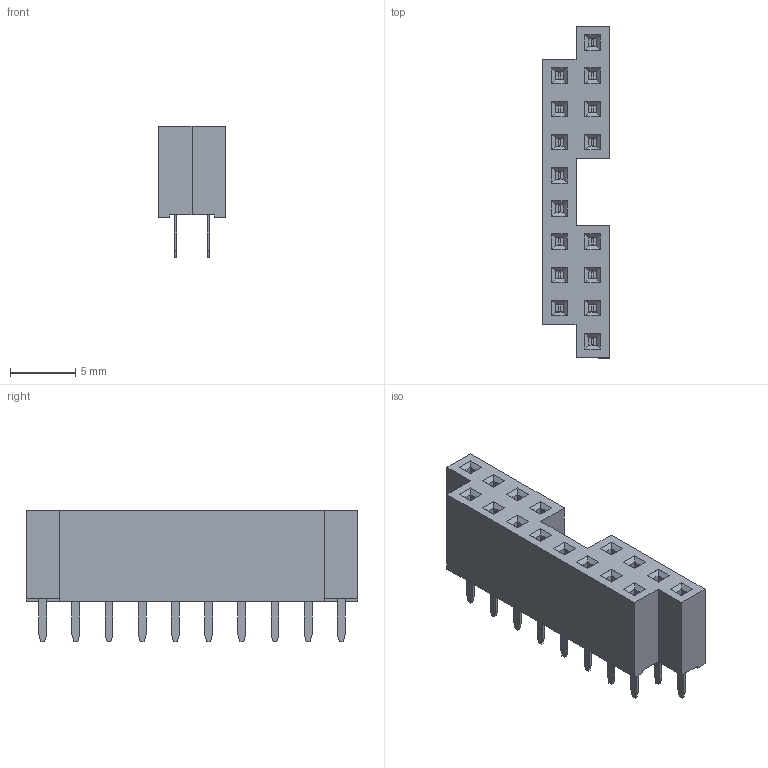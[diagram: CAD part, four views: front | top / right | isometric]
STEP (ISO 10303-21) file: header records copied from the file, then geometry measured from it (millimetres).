
FILE_DESCRIPTION(('FreeCAD Model'),'2;1');
FILE_NAME('ce-header-connector.step','2020-02-15T14:45:17',('Author'),(''), 'Open CASCADE STEP processor 7.3','FreeCAD','Unknown');
FILE_SCHEMA(('AUTOMOTIVE_DESIGN { 1 0 10303 214 1 1 1 1 }'));
Length unit declared in the file: millimetre
Products named in the file (1): Cut002
Bounding box: 5.08 x 25.4 x 10.1 mm (x, y, z)
Volume: 679.6 mm3; surface area: 1002.6 mm2
Topology: 1 solids, 1 shells, 516 faces, 1334 edges, 868 vertices
Faces by surface type: plane 516
Entity records: 36230 total; most frequent: CARTESIAN_POINT 5431, DIRECTION 4992, LINE 3958, VECTOR 3958, ORIENTED_EDGE 2668, PCURVE 2668, DEFINITIONAL_REPRESENTATION 2668, EDGE_CURVE 1334
